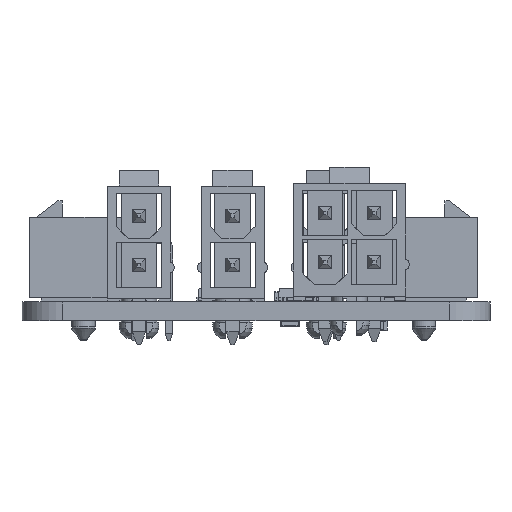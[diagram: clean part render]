
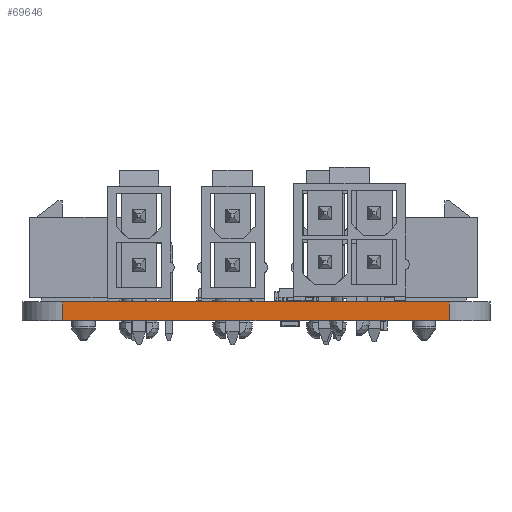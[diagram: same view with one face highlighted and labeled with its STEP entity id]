
A CAD part, left-side view. The second image highlights one B-rep face of the part: STEP entity #69646.
In plain terms, the highlighted planar face has unit normal (-1, 0, 0).
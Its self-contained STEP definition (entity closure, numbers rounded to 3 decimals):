
#66576 = PLANE('',#66577);
#66577 = AXIS2_PLACEMENT_3D('',#66578,#66579,#66580);
#66578 = CARTESIAN_POINT('',(60.,-40.,1.6));
#66579 = DIRECTION('',(0.,0.,1.));
#66580 = DIRECTION('',(1.,0.,0.));
#66604 = CYLINDRICAL_SURFACE('',#66605,3.5);
#66605 = AXIS2_PLACEMENT_3D('',#66606,#66607,#66608);
#66606 = CARTESIAN_POINT('',(23.5,-23.5,0.));
#66607 = DIRECTION('',(0.,0.,-1.));
#66608 = DIRECTION('',(1.,0.,0.));
#66630 = PLANE('',#66631);
#66631 = AXIS2_PLACEMENT_3D('',#66632,#66633,#66634);
#66632 = CARTESIAN_POINT('',(60.,-40.,0.));
#66633 = DIRECTION('',(0.,0.,1.));
#66634 = DIRECTION('',(1.,0.,0.));
#66725 = VERTEX_POINT('',#66726);
#66726 = CARTESIAN_POINT('',(20.,-23.5,1.6));
#66748 = EDGE_CURVE('',#66749,#66725,#66751,.T.);
#66749 = VERTEX_POINT('',#66750);
#66750 = CARTESIAN_POINT('',(20.,-23.5,0.));
#66751 = SURFACE_CURVE('',#66752,(#66756,#66763),.PCURVE_S1.);
#66752 = LINE('',#66753,#66754);
#66753 = CARTESIAN_POINT('',(20.,-23.5,0.));
#66754 = VECTOR('',#66755,1.);
#66755 = DIRECTION('',(0.,0.,1.));
#66756 = PCURVE('',#66604,#66757);
#66757 = DEFINITIONAL_REPRESENTATION('',(#66758),#66762);
#66758 = LINE('',#66759,#66760);
#66759 = CARTESIAN_POINT('',(-3.142,0.));
#66760 = VECTOR('',#66761,1.);
#66761 = DIRECTION('',(0.,-1.));
#66762 = ( GEOMETRIC_REPRESENTATION_CONTEXT(2) 
PARAMETRIC_REPRESENTATION_CONTEXT() REPRESENTATION_CONTEXT('2D SPACE',''
  ) );
#66763 = PCURVE('',#66764,#66769);
#66764 = PLANE('',#66765);
#66765 = AXIS2_PLACEMENT_3D('',#66766,#66767,#66768);
#66766 = CARTESIAN_POINT('',(20.,-23.5,0.));
#66767 = DIRECTION('',(1.,0.,0.));
#66768 = DIRECTION('',(0.,-1.,0.));
#66769 = DEFINITIONAL_REPRESENTATION('',(#66770),#66774);
#66770 = LINE('',#66771,#66772);
#66771 = CARTESIAN_POINT('',(0.,0.));
#66772 = VECTOR('',#66773,1.);
#66773 = DIRECTION('',(0.,-1.));
#66774 = ( GEOMETRIC_REPRESENTATION_CONTEXT(2) 
PARAMETRIC_REPRESENTATION_CONTEXT() REPRESENTATION_CONTEXT('2D SPACE',''
  ) );
#66803 = EDGE_CURVE('',#66749,#66804,#66806,.T.);
#66804 = VERTEX_POINT('',#66805);
#66805 = CARTESIAN_POINT('',(20.,-56.5,0.));
#66806 = SURFACE_CURVE('',#66807,(#66811,#66818),.PCURVE_S1.);
#66807 = LINE('',#66808,#66809);
#66808 = CARTESIAN_POINT('',(20.,-23.5,0.));
#66809 = VECTOR('',#66810,1.);
#66810 = DIRECTION('',(0.,-1.,0.));
#66811 = PCURVE('',#66630,#66812);
#66812 = DEFINITIONAL_REPRESENTATION('',(#66813),#66817);
#66813 = LINE('',#66814,#66815);
#66814 = CARTESIAN_POINT('',(-40.,16.5));
#66815 = VECTOR('',#66816,1.);
#66816 = DIRECTION('',(0.,-1.));
#66817 = ( GEOMETRIC_REPRESENTATION_CONTEXT(2) 
PARAMETRIC_REPRESENTATION_CONTEXT() REPRESENTATION_CONTEXT('2D SPACE',''
  ) );
#66818 = PCURVE('',#66764,#66819);
#66819 = DEFINITIONAL_REPRESENTATION('',(#66820),#66824);
#66820 = LINE('',#66821,#66822);
#66821 = CARTESIAN_POINT('',(0.,0.));
#66822 = VECTOR('',#66823,1.);
#66823 = DIRECTION('',(1.,0.));
#66824 = ( GEOMETRIC_REPRESENTATION_CONTEXT(2) 
PARAMETRIC_REPRESENTATION_CONTEXT() REPRESENTATION_CONTEXT('2D SPACE',''
  ) );
#66843 = CYLINDRICAL_SURFACE('',#66844,3.5);
#66844 = AXIS2_PLACEMENT_3D('',#66845,#66846,#66847);
#66845 = CARTESIAN_POINT('',(23.5,-56.5,0.));
#66846 = DIRECTION('',(0.,0.,-1.));
#66847 = DIRECTION('',(1.,0.,0.));
#68334 = EDGE_CURVE('',#66725,#68335,#68337,.T.);
#68335 = VERTEX_POINT('',#68336);
#68336 = CARTESIAN_POINT('',(20.,-56.5,1.6));
#68337 = SURFACE_CURVE('',#68338,(#68342,#68349),.PCURVE_S1.);
#68338 = LINE('',#68339,#68340);
#68339 = CARTESIAN_POINT('',(20.,-23.5,1.6));
#68340 = VECTOR('',#68341,1.);
#68341 = DIRECTION('',(0.,-1.,0.));
#68342 = PCURVE('',#66576,#68343);
#68343 = DEFINITIONAL_REPRESENTATION('',(#68344),#68348);
#68344 = LINE('',#68345,#68346);
#68345 = CARTESIAN_POINT('',(-40.,16.5));
#68346 = VECTOR('',#68347,1.);
#68347 = DIRECTION('',(0.,-1.));
#68348 = ( GEOMETRIC_REPRESENTATION_CONTEXT(2) 
PARAMETRIC_REPRESENTATION_CONTEXT() REPRESENTATION_CONTEXT('2D SPACE',''
  ) );
#68349 = PCURVE('',#66764,#68350);
#68350 = DEFINITIONAL_REPRESENTATION('',(#68351),#68355);
#68351 = LINE('',#68352,#68353);
#68352 = CARTESIAN_POINT('',(0.,-1.6));
#68353 = VECTOR('',#68354,1.);
#68354 = DIRECTION('',(1.,0.));
#68355 = ( GEOMETRIC_REPRESENTATION_CONTEXT(2) 
PARAMETRIC_REPRESENTATION_CONTEXT() REPRESENTATION_CONTEXT('2D SPACE',''
  ) );
#69646 = ADVANCED_FACE('',(#69647),#66764,.F.);
#69647 = FACE_BOUND('',#69648,.F.);
#69648 = EDGE_LOOP('',(#69649,#69650,#69651,#69672));
#69649 = ORIENTED_EDGE('',*,*,#66748,.T.);
#69650 = ORIENTED_EDGE('',*,*,#68334,.T.);
#69651 = ORIENTED_EDGE('',*,*,#69652,.F.);
#69652 = EDGE_CURVE('',#66804,#68335,#69653,.T.);
#69653 = SURFACE_CURVE('',#69654,(#69658,#69665),.PCURVE_S1.);
#69654 = LINE('',#69655,#69656);
#69655 = CARTESIAN_POINT('',(20.,-56.5,0.));
#69656 = VECTOR('',#69657,1.);
#69657 = DIRECTION('',(0.,0.,1.));
#69658 = PCURVE('',#66764,#69659);
#69659 = DEFINITIONAL_REPRESENTATION('',(#69660),#69664);
#69660 = LINE('',#69661,#69662);
#69661 = CARTESIAN_POINT('',(33.,0.));
#69662 = VECTOR('',#69663,1.);
#69663 = DIRECTION('',(0.,-1.));
#69664 = ( GEOMETRIC_REPRESENTATION_CONTEXT(2) 
PARAMETRIC_REPRESENTATION_CONTEXT() REPRESENTATION_CONTEXT('2D SPACE',''
  ) );
#69665 = PCURVE('',#66843,#69666);
#69666 = DEFINITIONAL_REPRESENTATION('',(#69667),#69671);
#69667 = LINE('',#69668,#69669);
#69668 = CARTESIAN_POINT('',(-3.142,0.));
#69669 = VECTOR('',#69670,1.);
#69670 = DIRECTION('',(0.,-1.));
#69671 = ( GEOMETRIC_REPRESENTATION_CONTEXT(2) 
PARAMETRIC_REPRESENTATION_CONTEXT() REPRESENTATION_CONTEXT('2D SPACE',''
  ) );
#69672 = ORIENTED_EDGE('',*,*,#66803,.F.);
